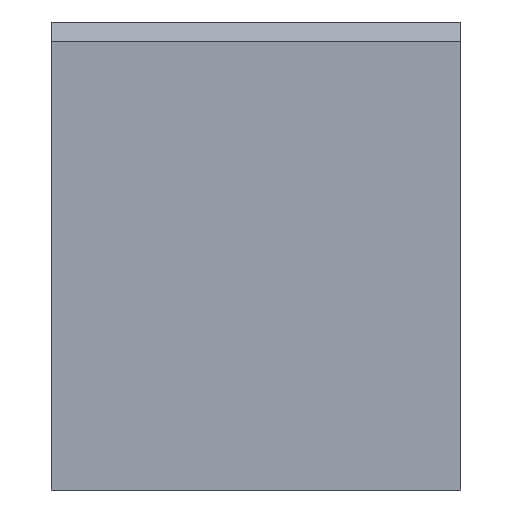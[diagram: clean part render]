
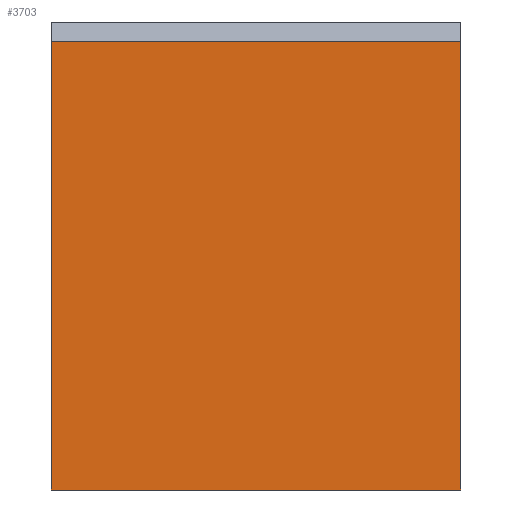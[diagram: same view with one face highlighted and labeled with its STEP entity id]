
A CAD part, left-side view. The second image highlights one B-rep face of the part: STEP entity #3703.
In plain terms, the highlighted planar face has unit normal (-1, 0, 0).
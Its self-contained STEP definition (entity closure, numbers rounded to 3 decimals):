
#187 = EDGE_LOOP ( 'NONE', ( #3360, #3605, #3077, #1194 ) ) ;
#189 = EDGE_CURVE ( 'NONE', #1192, #3291, #2638, .T. ) ;
#202 = PLANE ( 'NONE',  #1010 ) ;
#250 = DIRECTION ( 'NONE',  ( 0., 1., 0. ) ) ;
#502 = DIRECTION ( 'NONE',  ( 0., 1., 0. ) ) ;
#536 = DIRECTION ( 'NONE',  ( 0., 0., -1. ) ) ;
#567 = FACE_OUTER_BOUND ( 'NONE', #187, .T. ) ;
#1010 = AXIS2_PLACEMENT_3D ( 'NONE', #1524, #3522, #3540 ) ;
#1192 = VERTEX_POINT ( 'NONE', #2799 ) ;
#1194 = ORIENTED_EDGE ( 'NONE', *, *, #1880, .T. ) ;
#1477 = VECTOR ( 'NONE', #536, 1000. ) ;
#1524 = CARTESIAN_POINT ( 'NONE',  ( -17.5, -17.5, 38.34 ) ) ;
#1587 = LINE ( 'NONE', #3526, #1477 ) ;
#1731 = LINE ( 'NONE', #2352, #2814 ) ;
#1880 = EDGE_CURVE ( 'NONE', #2390, #3291, #1587, .T. ) ;
#1907 = VECTOR ( 'NONE', #502, 1000. ) ;
#2273 = VERTEX_POINT ( 'NONE', #2286 ) ;
#2286 = CARTESIAN_POINT ( 'NONE',  ( -17.5, -17.5, 38.34 ) ) ;
#2352 = CARTESIAN_POINT ( 'NONE',  ( -17.5, -17.5, 38.34 ) ) ;
#2390 = VERTEX_POINT ( 'NONE', #2425 ) ;
#2425 = CARTESIAN_POINT ( 'NONE',  ( -17.5, 17.5, 38.34 ) ) ;
#2463 = VECTOR ( 'NONE', #250, 1000. ) ;
#2587 = LINE ( 'NONE', #3519, #1907 ) ;
#2638 = LINE ( 'NONE', #2938, #2463 ) ;
#2781 = EDGE_CURVE ( 'NONE', #2273, #1192, #1731, .T. ) ;
#2799 = CARTESIAN_POINT ( 'NONE',  ( -17.5, -17.5, 0. ) ) ;
#2814 = VECTOR ( 'NONE', #3012, 1000. ) ;
#2938 = CARTESIAN_POINT ( 'NONE',  ( -17.5, -17.5, 0. ) ) ;
#3012 = DIRECTION ( 'NONE',  ( 0., 0., -1. ) ) ;
#3077 = ORIENTED_EDGE ( 'NONE', *, *, #4206, .T. ) ;
#3291 = VERTEX_POINT ( 'NONE', #4148 ) ;
#3360 = ORIENTED_EDGE ( 'NONE', *, *, #189, .F. ) ;
#3519 = CARTESIAN_POINT ( 'NONE',  ( -17.5, -17.5, 38.34 ) ) ;
#3522 = DIRECTION ( 'NONE',  ( 1., 0., 0. ) ) ;
#3526 = CARTESIAN_POINT ( 'NONE',  ( -17.5, 17.5, 38.34 ) ) ;
#3540 = DIRECTION ( 'NONE',  ( 0., 0., 1. ) ) ;
#3605 = ORIENTED_EDGE ( 'NONE', *, *, #2781, .F. ) ;
#3703 = ADVANCED_FACE ( 'NONE', ( #567 ), #202, .F. ) ;
#4148 = CARTESIAN_POINT ( 'NONE',  ( -17.5, 17.5, 0. ) ) ;
#4206 = EDGE_CURVE ( 'NONE', #2273, #2390, #2587, .T. ) ;
